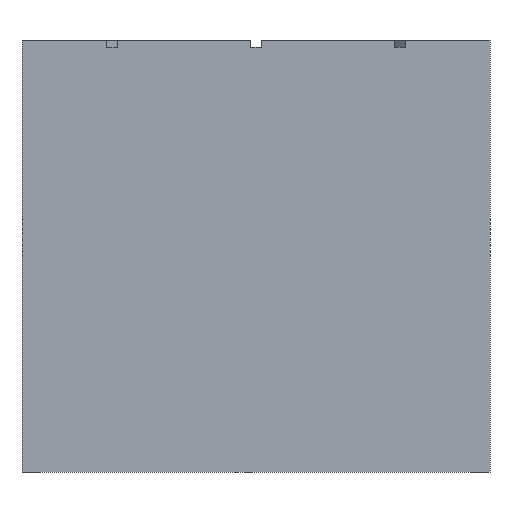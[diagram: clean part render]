
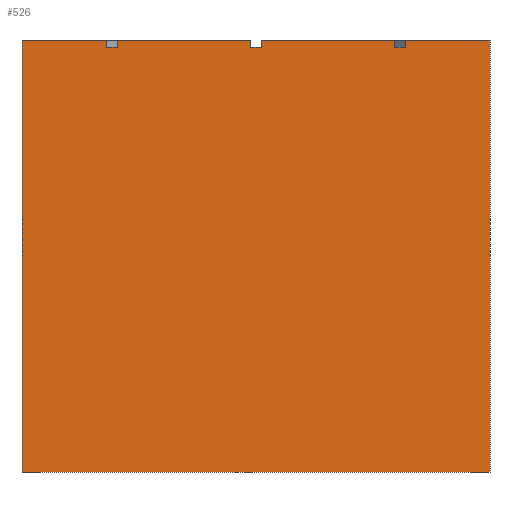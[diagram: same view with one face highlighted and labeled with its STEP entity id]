
A CAD part, left-side view. The second image highlights one B-rep face of the part: STEP entity #526.
In plain terms, the highlighted planar face has unit normal (-1, 0, 0).
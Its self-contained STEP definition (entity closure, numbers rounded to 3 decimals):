
#403=AXIS2_PLACEMENT_3D('Plane Axis2P3D',#400,#401,#402) ;
#374=CARTESIAN_POINT('Line Origine',(-65.,65.,47.5)) ;
#378=CARTESIAN_POINT('Vertex',(-65.,65.,107.5)) ;
#380=CARTESIAN_POINT('Vertex',(-65.,65.,-12.5)) ;
#400=CARTESIAN_POINT('Axis2P3D Location',(-65.,65.,107.5)) ;
#405=CARTESIAN_POINT('Line Origine',(-65.,38.5,106.5)) ;
#409=CARTESIAN_POINT('Vertex',(-65.,38.5,107.5)) ;
#411=CARTESIAN_POINT('Vertex',(-65.,38.5,105.5)) ;
#414=CARTESIAN_POINT('Line Origine',(-65.,40.,105.5)) ;
#418=CARTESIAN_POINT('Vertex',(-65.,41.5,105.5)) ;
#421=CARTESIAN_POINT('Line Origine',(-65.,41.5,106.5)) ;
#425=CARTESIAN_POINT('Vertex',(-65.,41.5,107.5)) ;
#428=CARTESIAN_POINT('Line Origine',(-65.,53.25,107.5)) ;
#433=CARTESIAN_POINT('Line Origine',(-65.,0.,-12.5)) ;
#437=CARTESIAN_POINT('Vertex',(-65.,-65.,-12.5)) ;
#440=CARTESIAN_POINT('Line Origine',(-65.,-65.,47.5)) ;
#444=CARTESIAN_POINT('Vertex',(-65.,-65.,107.5)) ;
#447=CARTESIAN_POINT('Line Origine',(-65.,-53.25,107.5)) ;
#451=CARTESIAN_POINT('Vertex',(-65.,-41.5,107.5)) ;
#454=CARTESIAN_POINT('Line Origine',(-65.,-41.5,106.5)) ;
#458=CARTESIAN_POINT('Vertex',(-65.,-41.5,105.5)) ;
#461=CARTESIAN_POINT('Line Origine',(-65.,-40.,105.5)) ;
#465=CARTESIAN_POINT('Vertex',(-65.,-38.5,105.5)) ;
#468=CARTESIAN_POINT('Line Origine',(-65.,-38.5,106.5)) ;
#472=CARTESIAN_POINT('Vertex',(-65.,-38.5,107.5)) ;
#475=CARTESIAN_POINT('Line Origine',(-65.,-20.,107.5)) ;
#479=CARTESIAN_POINT('Vertex',(-65.,-1.5,107.5)) ;
#482=CARTESIAN_POINT('Line Origine',(-65.,-1.5,106.5)) ;
#486=CARTESIAN_POINT('Vertex',(-65.,-1.5,105.5)) ;
#489=CARTESIAN_POINT('Line Origine',(-65.,0.,105.5)) ;
#493=CARTESIAN_POINT('Vertex',(-65.,1.5,105.5)) ;
#496=CARTESIAN_POINT('Line Origine',(-65.,1.5,106.5)) ;
#500=CARTESIAN_POINT('Vertex',(-65.,1.5,107.5)) ;
#503=CARTESIAN_POINT('Line Origine',(-65.,20.,107.5)) ;
#375=DIRECTION('Vector Direction',(0.,0.,-1.)) ;
#401=DIRECTION('Axis2P3D Direction',(1.,0.,0.)) ;
#402=DIRECTION('Axis2P3D XDirection',(0.,-1.,0.)) ;
#406=DIRECTION('Vector Direction',(0.,0.,-1.)) ;
#415=DIRECTION('Vector Direction',(0.,-1.,0.)) ;
#422=DIRECTION('Vector Direction',(0.,0.,-1.)) ;
#429=DIRECTION('Vector Direction',(0.,-1.,0.)) ;
#434=DIRECTION('Vector Direction',(0.,-1.,0.)) ;
#441=DIRECTION('Vector Direction',(0.,0.,-1.)) ;
#448=DIRECTION('Vector Direction',(0.,-1.,0.)) ;
#455=DIRECTION('Vector Direction',(0.,0.,-1.)) ;
#462=DIRECTION('Vector Direction',(0.,-1.,0.)) ;
#469=DIRECTION('Vector Direction',(0.,0.,-1.)) ;
#476=DIRECTION('Vector Direction',(0.,-1.,0.)) ;
#483=DIRECTION('Vector Direction',(0.,0.,-1.)) ;
#490=DIRECTION('Vector Direction',(0.,-1.,0.)) ;
#497=DIRECTION('Vector Direction',(0.,0.,-1.)) ;
#504=DIRECTION('Vector Direction',(0.,-1.,0.)) ;
#376=VECTOR('Line Direction',#375,1.) ;
#407=VECTOR('Line Direction',#406,1.) ;
#416=VECTOR('Line Direction',#415,1.) ;
#423=VECTOR('Line Direction',#422,1.) ;
#430=VECTOR('Line Direction',#429,1.) ;
#435=VECTOR('Line Direction',#434,1.) ;
#442=VECTOR('Line Direction',#441,1.) ;
#449=VECTOR('Line Direction',#448,1.) ;
#456=VECTOR('Line Direction',#455,1.) ;
#463=VECTOR('Line Direction',#462,1.) ;
#470=VECTOR('Line Direction',#469,1.) ;
#477=VECTOR('Line Direction',#476,1.) ;
#484=VECTOR('Line Direction',#483,1.) ;
#491=VECTOR('Line Direction',#490,1.) ;
#498=VECTOR('Line Direction',#497,1.) ;
#505=VECTOR('Line Direction',#504,1.) ;
#509=ORIENTED_EDGE('',*,*,#413,.T.) ;
#510=ORIENTED_EDGE('',*,*,#420,.F.) ;
#511=ORIENTED_EDGE('',*,*,#427,.F.) ;
#512=ORIENTED_EDGE('',*,*,#432,.F.) ;
#513=ORIENTED_EDGE('',*,*,#382,.T.) ;
#514=ORIENTED_EDGE('',*,*,#439,.T.) ;
#515=ORIENTED_EDGE('',*,*,#446,.F.) ;
#516=ORIENTED_EDGE('',*,*,#453,.F.) ;
#517=ORIENTED_EDGE('',*,*,#460,.T.) ;
#518=ORIENTED_EDGE('',*,*,#467,.F.) ;
#519=ORIENTED_EDGE('',*,*,#474,.F.) ;
#520=ORIENTED_EDGE('',*,*,#481,.F.) ;
#521=ORIENTED_EDGE('',*,*,#488,.T.) ;
#522=ORIENTED_EDGE('',*,*,#495,.F.) ;
#523=ORIENTED_EDGE('',*,*,#502,.F.) ;
#524=ORIENTED_EDGE('',*,*,#507,.F.) ;
#526=ADVANCED_FACE('Lower Body',(#525),#404,.F.) ;
#382=EDGE_CURVE('',#379,#381,#377,.T.) ;
#413=EDGE_CURVE('',#410,#412,#408,.T.) ;
#420=EDGE_CURVE('',#419,#412,#417,.T.) ;
#427=EDGE_CURVE('',#426,#419,#424,.T.) ;
#432=EDGE_CURVE('',#379,#426,#431,.T.) ;
#439=EDGE_CURVE('',#381,#438,#436,.T.) ;
#446=EDGE_CURVE('',#445,#438,#443,.T.) ;
#453=EDGE_CURVE('',#452,#445,#450,.T.) ;
#460=EDGE_CURVE('',#452,#459,#457,.T.) ;
#467=EDGE_CURVE('',#466,#459,#464,.T.) ;
#474=EDGE_CURVE('',#473,#466,#471,.T.) ;
#481=EDGE_CURVE('',#480,#473,#478,.T.) ;
#488=EDGE_CURVE('',#480,#487,#485,.T.) ;
#495=EDGE_CURVE('',#494,#487,#492,.T.) ;
#502=EDGE_CURVE('',#501,#494,#499,.T.) ;
#507=EDGE_CURVE('',#410,#501,#506,.T.) ;
#508=EDGE_LOOP('',(#509,#510,#511,#512,#513,#514,#515,#516,#517,#518,#519,#520,#521,#522,#523,#524)) ;
#525=FACE_OUTER_BOUND('',#508,.T.) ;
#377=LINE('Line',#374,#376) ;
#408=LINE('Line',#405,#407) ;
#417=LINE('Line',#414,#416) ;
#424=LINE('Line',#421,#423) ;
#431=LINE('Line',#428,#430) ;
#436=LINE('Line',#433,#435) ;
#443=LINE('Line',#440,#442) ;
#450=LINE('Line',#447,#449) ;
#457=LINE('Line',#454,#456) ;
#464=LINE('Line',#461,#463) ;
#471=LINE('Line',#468,#470) ;
#478=LINE('Line',#475,#477) ;
#485=LINE('Line',#482,#484) ;
#492=LINE('Line',#489,#491) ;
#499=LINE('Line',#496,#498) ;
#506=LINE('Line',#503,#505) ;
#404=PLANE('Plane',#403) ;
#379=VERTEX_POINT('',#378) ;
#381=VERTEX_POINT('',#380) ;
#410=VERTEX_POINT('',#409) ;
#412=VERTEX_POINT('',#411) ;
#419=VERTEX_POINT('',#418) ;
#426=VERTEX_POINT('',#425) ;
#438=VERTEX_POINT('',#437) ;
#445=VERTEX_POINT('',#444) ;
#452=VERTEX_POINT('',#451) ;
#459=VERTEX_POINT('',#458) ;
#466=VERTEX_POINT('',#465) ;
#473=VERTEX_POINT('',#472) ;
#480=VERTEX_POINT('',#479) ;
#487=VERTEX_POINT('',#486) ;
#494=VERTEX_POINT('',#493) ;
#501=VERTEX_POINT('',#500) ;
